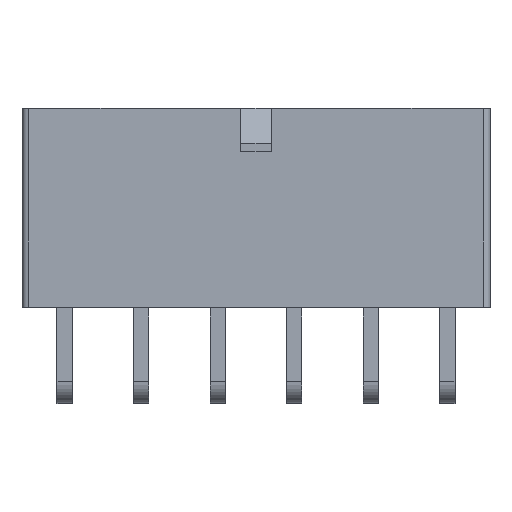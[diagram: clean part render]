
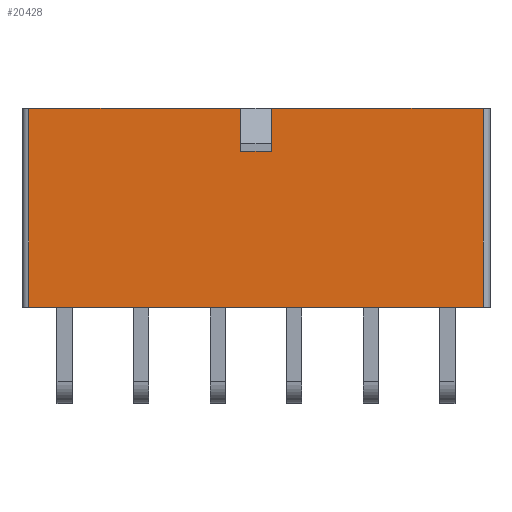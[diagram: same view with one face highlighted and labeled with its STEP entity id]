
A CAD part, top view. The second image highlights one B-rep face of the part: STEP entity #20428.
In plain terms, the highlighted planar face has unit normal (0, 0, 1).
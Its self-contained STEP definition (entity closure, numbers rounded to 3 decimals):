
#428=LINE('',#26539,#2330);
#430=LINE('',#26543,#2332);
#668=LINE('',#27097,#2570);
#941=LINE('',#27696,#2843);
#942=LINE('',#27698,#2844);
#943=LINE('',#27699,#2845);
#944=LINE('',#27701,#2846);
#945=LINE('',#27703,#2847);
#2330=VECTOR('',#22471,1000.);
#2332=VECTOR('',#22473,1000.);
#2570=VECTOR('',#22793,1000.);
#2843=VECTOR('',#23346,1000.);
#2844=VECTOR('',#23349,1000.);
#2845=VECTOR('',#23350,1000.);
#2846=VECTOR('',#23351,1000.);
#2847=VECTOR('',#23352,1000.);
#5197=ORIENTED_EDGE('',*,*,#8503,.F.);
#5198=ORIENTED_EDGE('',*,*,#9085,.T.);
#5199=ORIENTED_EDGE('',*,*,#8782,.T.);
#5200=ORIENTED_EDGE('',*,*,#9086,.F.);
#5201=ORIENTED_EDGE('',*,*,#8505,.F.);
#5202=ORIENTED_EDGE('',*,*,#9087,.T.);
#5203=ORIENTED_EDGE('',*,*,#9088,.F.);
#5204=ORIENTED_EDGE('',*,*,#9089,.F.);
#8503=EDGE_CURVE('',#10582,#10583,#428,.T.);
#8505=EDGE_CURVE('',#10584,#10585,#430,.T.);
#8782=EDGE_CURVE('',#10860,#10859,#668,.T.);
#9085=EDGE_CURVE('',#10582,#10860,#941,.T.);
#9086=EDGE_CURVE('',#10585,#10859,#942,.T.);
#9087=EDGE_CURVE('',#10584,#11046,#943,.T.);
#9088=EDGE_CURVE('',#11047,#11046,#944,.T.);
#9089=EDGE_CURVE('',#10583,#11047,#945,.T.);
#10582=VERTEX_POINT('',#26538);
#10583=VERTEX_POINT('',#26540);
#10584=VERTEX_POINT('',#26542);
#10585=VERTEX_POINT('',#26544);
#10859=VERTEX_POINT('',#27096);
#10860=VERTEX_POINT('',#27098);
#11046=VERTEX_POINT('',#27700);
#11047=VERTEX_POINT('',#27702);
#11992=EDGE_LOOP('',(#5197,#5198,#5199,#5200,#5201,#5202,#5203,#5204));
#12891=FACE_BOUND('',#11992,.T.);
#13725=PLANE('',#21394);
#20428=ADVANCED_FACE('',(#12891),#13725,.T.);
#21394=AXIS2_PLACEMENT_3D('',#27697,#23347,#23348);
#22471=DIRECTION('',(-1.,0.,0.));
#22473=DIRECTION('',(-1.,0.,0.));
#22793=DIRECTION('',(-1.,0.,0.));
#23346=DIRECTION('',(0.,1.,0.));
#23347=DIRECTION('',(0.,0.,1.));
#23348=DIRECTION('',(0.,1.,0.));
#23349=DIRECTION('',(0.,1.,0.));
#23350=DIRECTION('',(0.,1.,0.));
#23351=DIRECTION('',(-1.,0.,0.));
#23352=DIRECTION('',(0.,1.,0.));
#26538=CARTESIAN_POINT('',(16.925,-7.4,6.24));
#26539=CARTESIAN_POINT('',(17.425,-7.4,6.24));
#26540=CARTESIAN_POINT('',(1.15,-7.4,6.24));
#26542=CARTESIAN_POINT('',(-1.15,-7.4,6.24));
#26543=CARTESIAN_POINT('',(17.425,-7.4,6.24));
#26544=CARTESIAN_POINT('',(-16.925,-7.4,6.24));
#27096=CARTESIAN_POINT('',(-16.925,7.4,6.24));
#27097=CARTESIAN_POINT('',(17.425,7.4,6.24));
#27098=CARTESIAN_POINT('',(16.925,7.4,6.24));
#27696=CARTESIAN_POINT('',(16.925,7.4,6.24));
#27697=CARTESIAN_POINT('',(17.425,-7.4,6.24));
#27698=CARTESIAN_POINT('',(-16.925,-7.4,6.24));
#27699=CARTESIAN_POINT('',(-1.15,-7.4,6.24));
#27700=CARTESIAN_POINT('',(-1.15,-4.351,6.24));
#27701=CARTESIAN_POINT('',(1.15,-4.351,6.24));
#27702=CARTESIAN_POINT('',(1.15,-4.351,6.24));
#27703=CARTESIAN_POINT('',(1.15,-7.4,6.24));
